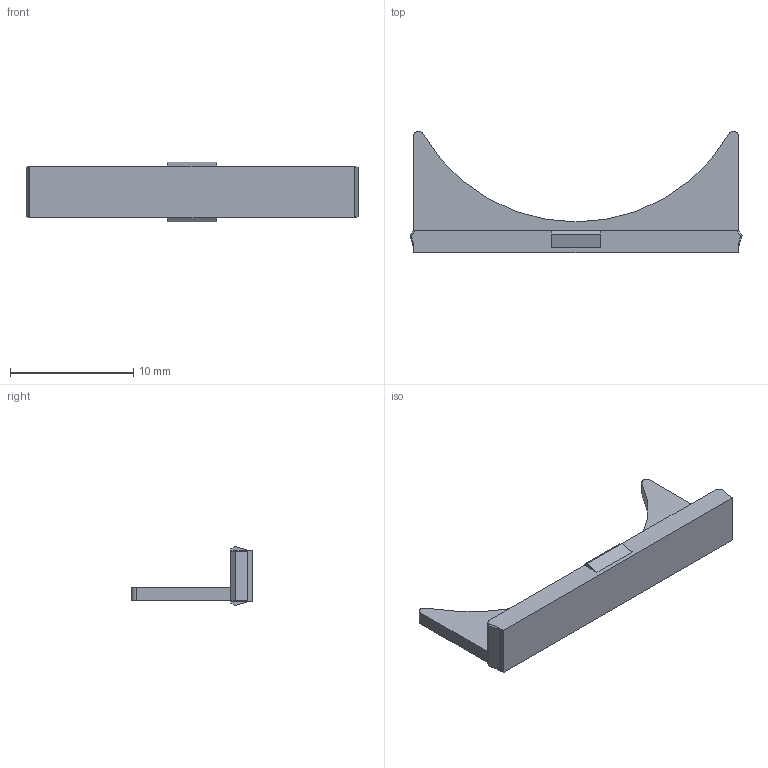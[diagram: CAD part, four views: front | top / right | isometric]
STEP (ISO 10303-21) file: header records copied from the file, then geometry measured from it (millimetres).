
FILE_DESCRIPTION(/* description */ (''),/* implementation_level */ '2;1');
FILE_NAME(/* name */ 'Wemos D1 mini pro Box closure.step',/* time_stamp */ '2021-02-27T13:57:46+01:00',/* author */ (''),/* organization */ (''),/* preprocessor_version */ 'ST-DEVELOPER v18.1',/* originating_system */ 'Autodesk Translation Framework v9.7.1.1290',/* authorisation */ '');
FILE_SCHEMA (('AUTOMOTIVE_DESIGN { 1 0 10303 214 3 1 1 }'));
Length unit declared in the file: millimetre
Products named in the file (1): Wemos D1 Box closure
Bounding box: 26.98 x 9.89 x 4.84 mm (x, y, z)
Volume: 293.1 mm3; surface area: 523 mm2
Topology: 1 solids, 1 shells, 33 faces, 86 edges, 56 vertices
Faces by surface type: plane 30, cylinder 3
Entity records: 1027 total; most frequent: CARTESIAN_POINT 176, ORIENTED_EDGE 172, DIRECTION 160, EDGE_CURVE 86, LINE 80, VECTOR 80, VERTEX_POINT 56, AXIS2_PLACEMENT_3D 40
